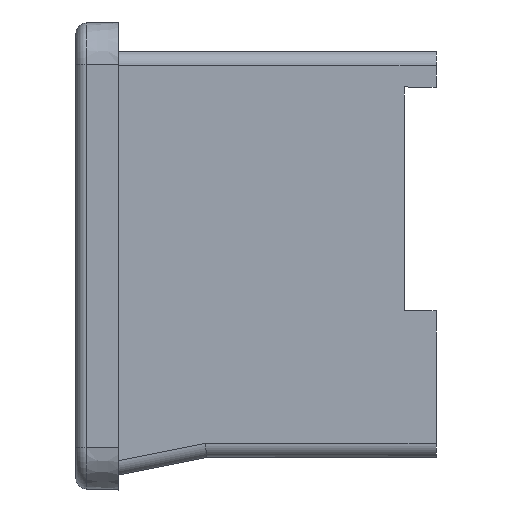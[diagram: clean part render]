
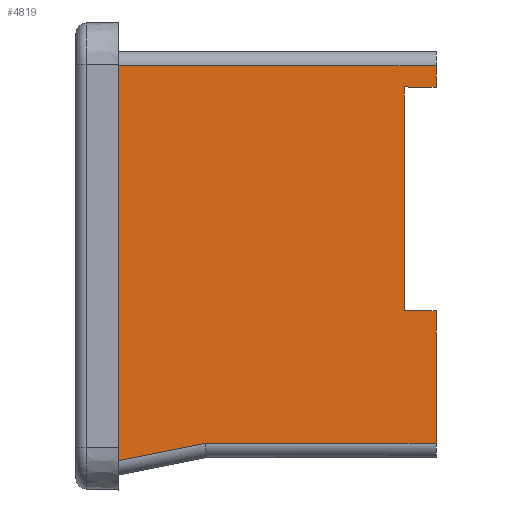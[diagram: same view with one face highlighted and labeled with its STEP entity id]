
A CAD part, left-side view. The second image highlights one B-rep face of the part: STEP entity #4819.
In plain terms, the highlighted planar face has unit normal (-1, 0, 0).
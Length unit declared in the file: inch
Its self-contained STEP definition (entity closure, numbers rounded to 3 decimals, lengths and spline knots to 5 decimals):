
#321=FACE_OUTER_BOUND('',#569,.T.);
#569=EDGE_LOOP('',(#4305,#4306,#4307,#4308,#4309,#4310,#4311,#4312,#4313));
#1148=LINE('',#7680,#1791);
#1149=LINE('',#7685,#1792);
#1152=LINE('',#7692,#1795);
#1156=LINE('',#7705,#1799);
#1158=LINE('',#7711,#1801);
#1208=LINE('',#7812,#1851);
#1211=LINE('',#7818,#1854);
#1212=LINE('',#7820,#1855);
#1213=LINE('',#7821,#1856);
#1791=VECTOR('',#6162,0.12541);
#1792=VECTOR('',#6169,0.32603);
#1795=VECTOR('',#6176,0.187);
#1799=VECTOR('',#6188,0.55811);
#1801=VECTOR('',#6194,0.449);
#1851=VECTOR('',#6286,0.045);
#1854=VECTOR('',#6291,0.31655);
#1855=VECTOR('',#6292,0.045);
#1856=VECTOR('',#6293,0.03033);
#2273=VERTEX_POINT('',#7678);
#2274=VERTEX_POINT('',#7679);
#2275=VERTEX_POINT('',#7684);
#2277=VERTEX_POINT('',#7690);
#2282=VERTEX_POINT('',#7704);
#2284=VERTEX_POINT('',#7710);
#2314=VERTEX_POINT('',#7810);
#2316=VERTEX_POINT('',#7817);
#2317=VERTEX_POINT('',#7819);
#2921=EDGE_CURVE('',#2273,#2274,#1148,.T.);
#2924=EDGE_CURVE('',#2274,#2275,#1149,.T.);
#2928=EDGE_CURVE('',#2275,#2277,#1152,.T.);
#2934=EDGE_CURVE('',#2282,#2273,#1156,.T.);
#2937=EDGE_CURVE('',#2284,#2282,#1158,.T.);
#2988=EDGE_CURVE('',#2277,#2314,#1208,.T.);
#2991=EDGE_CURVE('',#2314,#2316,#1211,.T.);
#2992=EDGE_CURVE('',#2316,#2317,#1212,.T.);
#2993=EDGE_CURVE('',#2317,#2284,#1213,.T.);
#4305=ORIENTED_EDGE('',*,*,#2924,.T.);
#4306=ORIENTED_EDGE('',*,*,#2928,.T.);
#4307=ORIENTED_EDGE('',*,*,#2988,.T.);
#4308=ORIENTED_EDGE('',*,*,#2991,.T.);
#4309=ORIENTED_EDGE('',*,*,#2992,.T.);
#4310=ORIENTED_EDGE('',*,*,#2993,.T.);
#4311=ORIENTED_EDGE('',*,*,#2937,.T.);
#4312=ORIENTED_EDGE('',*,*,#2934,.T.);
#4313=ORIENTED_EDGE('',*,*,#2921,.T.);
#4580=PLANE('',#5116);
#4819=ADVANCED_FACE('',(#321),#4580,.T.);
#5116=AXIS2_PLACEMENT_3D('',#7816,#6289,#6290);
#6162=DIRECTION('',(0.,-0.981,0.196));
#6169=DIRECTION('',(0.,-1.,0.));
#6176=DIRECTION('',(0.,0.,1.));
#6188=DIRECTION('',(0.,0.,-1.));
#6194=DIRECTION('',(0.,1.,0.));
#6286=DIRECTION('',(0.,1.,0.));
#6289=DIRECTION('center_axis',(-1.,0.,0.));
#6290=DIRECTION('ref_axis',(0.,0.,1.));
#6291=DIRECTION('',(0.,0.,1.));
#6292=DIRECTION('',(0.,-1.,-0.009));
#6293=DIRECTION('',(0.,0.,1.));
#7678=CARTESIAN_POINT('',(-1.12482,-0.06,-0.28928));
#7679=CARTESIAN_POINT('',(-1.12482,-0.18297,-0.26466));
#7680=CARTESIAN_POINT('',(-1.12482,-0.06,-0.28928));
#7684=CARTESIAN_POINT('',(-1.12482,-0.509,-0.26466));
#7685=CARTESIAN_POINT('',(-1.12482,-0.18297,-0.26466));
#7690=CARTESIAN_POINT('',(-1.12482,-0.509,-0.07766));
#7692=CARTESIAN_POINT('',(-1.12482,-0.509,-0.26466));
#7704=CARTESIAN_POINT('',(-1.12482,-0.06,0.26882));
#7705=CARTESIAN_POINT('',(-1.12482,-0.06,0.26882));
#7710=CARTESIAN_POINT('',(-1.12482,-0.509,0.26882));
#7711=CARTESIAN_POINT('',(-1.12482,-0.509,0.26882));
#7810=CARTESIAN_POINT('',(-1.12482,-0.464,-0.07766));
#7812=CARTESIAN_POINT('',(-1.12482,-0.509,-0.07766));
#7816=CARTESIAN_POINT('Origin',(-1.12482,-0.769,-0.17466));
#7817=CARTESIAN_POINT('',(-1.12482,-0.464,0.23889));
#7818=CARTESIAN_POINT('',(-1.12482,-0.464,-0.07766));
#7819=CARTESIAN_POINT('',(-1.12482,-0.509,0.2385));
#7820=CARTESIAN_POINT('',(-1.12482,-0.464,0.23889));
#7821=CARTESIAN_POINT('',(-1.12482,-0.509,0.2385));
